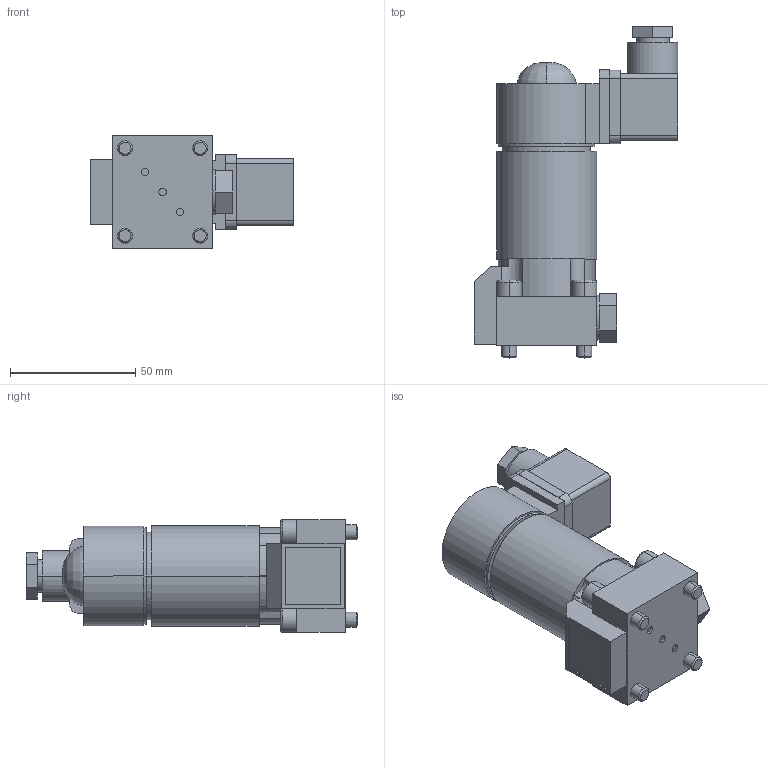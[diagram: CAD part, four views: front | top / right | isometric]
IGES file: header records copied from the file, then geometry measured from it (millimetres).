
Start section:  PTC IGES file: ilcm47111252.igs
Global section: file name: ilcm47111252.igs; native system: Pro/ENGINEER by Parametric Technology Corporation; preprocessor: 2004290; author: KR; organization: Unknown; date: 060622.074340; units: millimetre
Bounding box: 81.5 x 132.6 x 45 mm (x, y, z)
Surface area: 28229.1 mm2 (no closed solid volume)
Topology: 0 solids, 0 shells, 191 faces, 922 edges, 921 vertices
Faces by surface type: bspline 113, revolution 78
